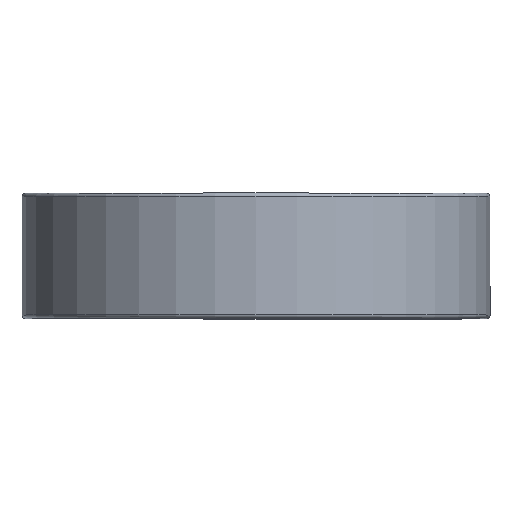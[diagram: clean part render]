
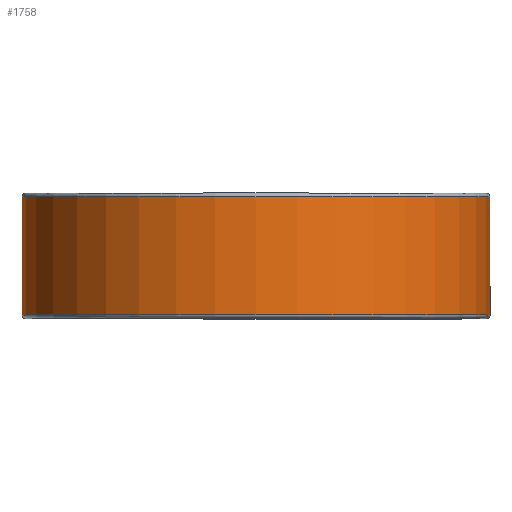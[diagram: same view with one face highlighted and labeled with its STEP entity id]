
A CAD part, top view. The second image highlights one B-rep face of the part: STEP entity #1758.
In plain terms, the highlighted cylindrical face has radius 50.432 mm (diameter 100.863 mm), a partial arc.
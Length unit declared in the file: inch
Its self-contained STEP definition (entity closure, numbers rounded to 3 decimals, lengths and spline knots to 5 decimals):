
#105 = ORIENTED_EDGE ( 'NONE', *, *, #500, .T. ) ;
#184 = CARTESIAN_POINT ( 'NONE',  ( 0., 0.50125, -1.9855 ) ) ;
#439 = CIRCLE ( 'NONE', #2156, 1.9855 ) ;
#500 = EDGE_CURVE ( 'NONE', #2171, #1867, #439, .T. ) ;
#540 = CARTESIAN_POINT ( 'NONE',  ( 0., -0.50125, -1.9855 ) ) ;
#547 = DIRECTION ( 'NONE',  ( 0., 1., 0. ) ) ;
#633 = FACE_OUTER_BOUND ( 'NONE', #2154, .T. ) ;
#705 = DIRECTION ( 'NONE',  ( 0., -1., 0. ) ) ;
#711 = DIRECTION ( 'NONE',  ( 0., 0., -1. ) ) ;
#749 = AXIS2_PLACEMENT_3D ( 'NONE', #2042, #705, #711 ) ;
#872 = CARTESIAN_POINT ( 'NONE',  ( 0., -0.50125, 0. ) ) ;
#939 = VECTOR ( 'NONE', #547, 39.37008 ) ;
#949 = VERTEX_POINT ( 'NONE', #2023 ) ;
#1004 = VERTEX_POINT ( 'NONE', #540 ) ;
#1014 = LINE ( 'NONE', #1824, #1046 ) ;
#1046 = VECTOR ( 'NONE', #2021, 39.37008 ) ;
#1063 = EDGE_CURVE ( 'NONE', #1004, #1867, #1460, .T. ) ;
#1069 = DIRECTION ( 'NONE',  ( 0., 0., -1. ) ) ;
#1139 = AXIS2_PLACEMENT_3D ( 'NONE', #872, #2222, #1069 ) ;
#1177 = CYLINDRICAL_SURFACE ( 'NONE', #749, 1.9855 ) ;
#1460 = LINE ( 'NONE', #184, #939 ) ;
#1493 = ORIENTED_EDGE ( 'NONE', *, *, #1894, .F. ) ;
#1570 = CARTESIAN_POINT ( 'NONE',  ( 1.9855, 0.50125, 0. ) ) ;
#1758 = ADVANCED_FACE ( 'NONE', ( #633 ), #1177, .T. ) ;
#1802 = CARTESIAN_POINT ( 'NONE',  ( 0., 0.50125, -1.9855 ) ) ;
#1824 = CARTESIAN_POINT ( 'NONE',  ( 1.9855, 0.50125, 0. ) ) ;
#1867 = VERTEX_POINT ( 'NONE', #1802 ) ;
#1894 = EDGE_CURVE ( 'NONE', #949, #1004, #2322, .T. ) ;
#1908 = EDGE_CURVE ( 'NONE', #949, #2171, #1014, .T. ) ;
#1982 = DIRECTION ( 'NONE',  ( 0., 0., -1. ) ) ;
#2021 = DIRECTION ( 'NONE',  ( 0., 1., 0. ) ) ;
#2022 = CARTESIAN_POINT ( 'NONE',  ( 0., 0.50125, 0. ) ) ;
#2023 = CARTESIAN_POINT ( 'NONE',  ( 1.9855, -0.50125, 0. ) ) ;
#2042 = CARTESIAN_POINT ( 'NONE',  ( 0., 0.5, 0. ) ) ;
#2048 = DIRECTION ( 'NONE',  ( 0., -1., 0. ) ) ;
#2057 = ORIENTED_EDGE ( 'NONE', *, *, #1908, .T. ) ;
#2154 = EDGE_LOOP ( 'NONE', ( #2057, #105, #2280, #1493 ) ) ;
#2156 = AXIS2_PLACEMENT_3D ( 'NONE', #2022, #2048, #1982 ) ;
#2171 = VERTEX_POINT ( 'NONE', #1570 ) ;
#2222 = DIRECTION ( 'NONE',  ( 0., -1., 0. ) ) ;
#2280 = ORIENTED_EDGE ( 'NONE', *, *, #1063, .F. ) ;
#2322 = CIRCLE ( 'NONE', #1139, 1.9855 ) ;
